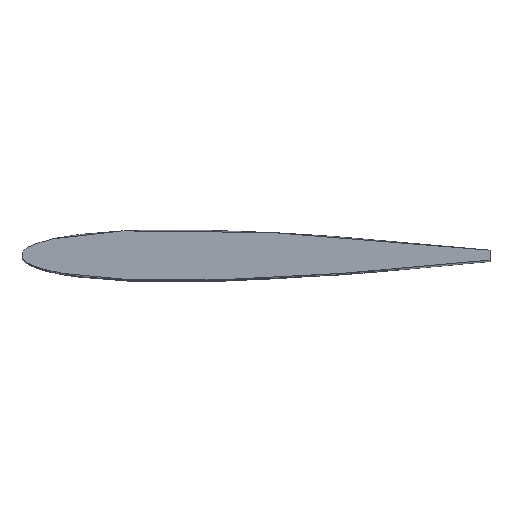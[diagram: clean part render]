
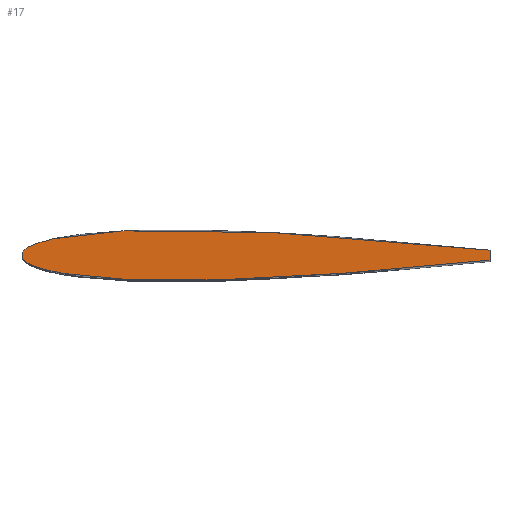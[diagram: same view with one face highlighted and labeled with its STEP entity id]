
A CAD part, top view. The second image highlights one B-rep face of the part: STEP entity #17.
In plain terms, the highlighted free-form (B-spline) face has degree [1, 1] with [2, 2] control points.
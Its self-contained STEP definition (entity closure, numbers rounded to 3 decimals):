
#17 = ADVANCED_FACE('',(#18),#69,.F.);
#18 = FACE_BOUND('',#19,.F.);
#19 = EDGE_LOOP('',(#20,#64));
#20 = ORIENTED_EDGE('',*,*,#21,.F.);
#21 = EDGE_CURVE('',#22,#24,#26,.T.);
#22 = VERTEX_POINT('',#23);
#23 = CARTESIAN_POINT('',(182.257,1.937,329.603
    ));
#24 = VERTEX_POINT('',#25);
#25 = CARTESIAN_POINT('',(182.257,-1.937,
    329.603));
#26 = B_SPLINE_CURVE_WITH_KNOTS('',3,(#27,#28,#29,#30,#31,#32,#33,#34,
    #35,#36,#37,#38,#39,#40,#41,#42,#43,#44,#45,#46,#47,#48,#49,#50,#51,
    #52,#53,#54,#55,#56,#57,#58,#59,#60,#61,#62,#63),.UNSPECIFIED.,.F.,
  .F.,(4,1,1,1,1,1,1,1,1,1,1,1,1,1,1,1,3,1,1,1,1,1,1,1,1,1,1,1,1,1,1,1,4
    ),(0.,0.011,0.032,0.054,
    0.075,0.096,0.16,0.181,
    0.213,0.234,0.277,0.298,
    0.372,0.394,0.436,0.457,0.5,
    0.543,0.564,0.606,0.628,
    0.702,0.723,0.766,0.787,
    0.819,0.84,0.904,0.925,
    0.946,0.968,0.989,1.),.UNSPECIFIED.);
#27 = CARTESIAN_POINT('',(182.257,1.937,329.603
    ));
#28 = CARTESIAN_POINT('',(179.571,2.223,329.603
    ));
#29 = CARTESIAN_POINT('',(171.805,3.029,329.603)
  );
#30 = CARTESIAN_POINT('',(159.352,4.237,329.603)
  );
#31 = CARTESIAN_POINT('',(145.185,5.496,329.603)
  );
#32 = CARTESIAN_POINT('',(131.676,6.59,329.603
    ));
#33 = CARTESIAN_POINT('',(110.261,8.152,329.603
    ));
#34 = CARTESIAN_POINT('',(91.042,9.198,329.603
    ));
#35 = CARTESIAN_POINT('',(72.318,9.78,329.603
    ));
#36 = CARTESIAN_POINT('',(61.363,9.926,329.603)
  );
#37 = CARTESIAN_POINT('',(48.514,9.833,329.603
    ));
#38 = CARTESIAN_POINT('',(38.41,9.461,329.603
    ));
#39 = CARTESIAN_POINT('',(24.133,8.443,329.603
    ));
#40 = CARTESIAN_POINT('',(14.771,7.095,329.603
    ));
#41 = CARTESIAN_POINT('',(6.919,5.122,329.603)
  );
#42 = CARTESIAN_POINT('',(3.404,3.772,329.603)
  );
#43 = CARTESIAN_POINT('',(0.659,1.957,329.603)
  );
#44 = CARTESIAN_POINT('',(0.,0.799,
    329.603));
#45 = CARTESIAN_POINT('',(0.,0.,
    329.603));
#46 = CARTESIAN_POINT('',(0.,-0.799,
    329.603));
#47 = CARTESIAN_POINT('',(0.659,-1.957,329.603
    ));
#48 = CARTESIAN_POINT('',(3.404,-3.772,329.603
    ));
#49 = CARTESIAN_POINT('',(6.919,-5.122,329.603)
  );
#50 = CARTESIAN_POINT('',(14.771,-7.095,
    329.603));
#51 = CARTESIAN_POINT('',(24.133,-8.443,
    329.603));
#52 = CARTESIAN_POINT('',(38.41,-9.461,
    329.603));
#53 = CARTESIAN_POINT('',(48.514,-9.833,
    329.603));
#54 = CARTESIAN_POINT('',(61.363,-9.926,329.603
    ));
#55 = CARTESIAN_POINT('',(72.318,-9.78,
    329.603));
#56 = CARTESIAN_POINT('',(91.042,-9.198,
    329.603));
#57 = CARTESIAN_POINT('',(110.261,-8.152,
    329.603));
#58 = CARTESIAN_POINT('',(131.676,-6.59,
    329.603));
#59 = CARTESIAN_POINT('',(145.185,-5.496,329.603)
  );
#60 = CARTESIAN_POINT('',(159.352,-4.237,329.603
    ));
#61 = CARTESIAN_POINT('',(171.805,-3.029,329.603
    ));
#62 = CARTESIAN_POINT('',(179.571,-2.223,
    329.603));
#63 = CARTESIAN_POINT('',(182.257,-1.937,
    329.603));
#64 = ORIENTED_EDGE('',*,*,#65,.T.);
#65 = EDGE_CURVE('',#22,#24,#66,.T.);
#66 = B_SPLINE_CURVE_WITH_KNOTS('',1,(#67,#68),.UNSPECIFIED.,.F.,.F.,(2,
    2),(0.,2.939),.PIECEWISE_BEZIER_KNOTS.);
#67 = CARTESIAN_POINT('',(182.257,1.937,329.603
    ));
#68 = CARTESIAN_POINT('',(182.257,-1.937,
    329.603));
#69 = B_SPLINE_SURFACE_WITH_KNOTS('',1,1,(
    (#70,#71)
    ,(#72,#73
    )),.UNSPECIFIED.,.F.,.F.,.F.,(2,2),(2,2),(7.362,
    145.602),(68.953,84.01),
  .PIECEWISE_BEZIER_KNOTS.);
#70 = CARTESIAN_POINT('',(182.257,-9.926,329.603
    ));
#71 = CARTESIAN_POINT('',(182.257,9.926,329.603)
  );
#72 = CARTESIAN_POINT('',(0.,-9.926,329.603));
#73 = CARTESIAN_POINT('',(0.,9.926,329.603));
